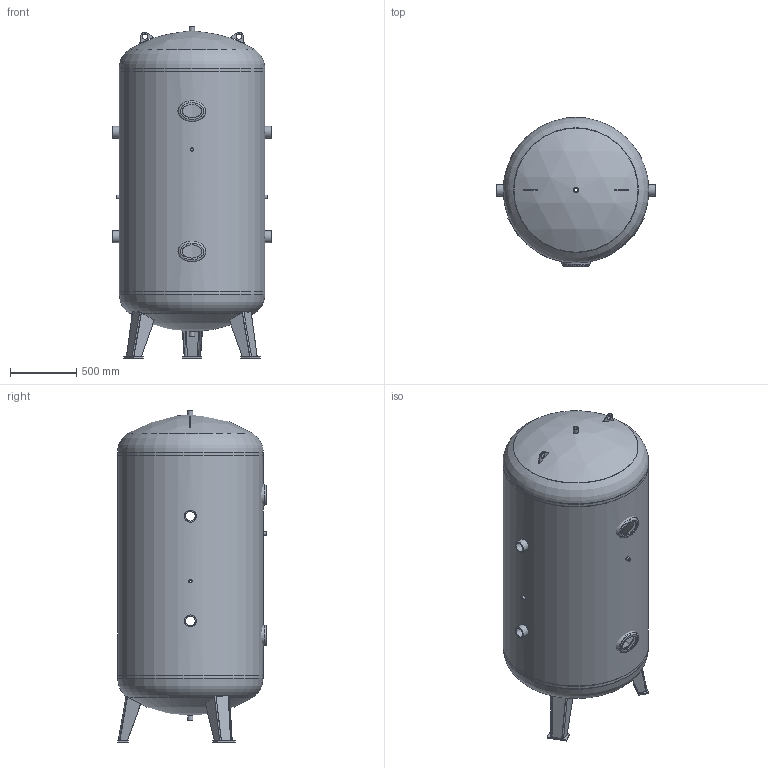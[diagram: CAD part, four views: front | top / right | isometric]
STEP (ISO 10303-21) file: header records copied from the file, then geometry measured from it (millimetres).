
FILE_DESCRIPTION(/* description */ (''),/* implementation_level */ '2;1');
FILE_NAME(/* name */ 'MB 020103-2.2000G.stp',/* time_stamp */ '2022-12-14T09:30:26+01:00',/* author */ ('m.ebener'),/* organization */ (''),/* preprocessor_version */ 'ST-DEVELOPER v16.1',/* originating_system */ 'Autodesk Inventor 2016',/* authorisation */ '');
FILE_SCHEMA (('AUTOMOTIVE_DESIGN { 1 0 10303 214 3 1 1 }'));
Length unit declared in the file: millimetre
Products named in the file (12): Korbbogenboden - unten; Fußplatte; Fuß neu; Gesamtfuß; Standardmuffe - G 1; Mantel; Handloch_100x150x8,5; Standardmuffe - G 1_2; Standardmuffe - G 2 1_2; Korbbogenboden - oben; Tragöse 110mm - Korbbogenboden; MB 020103-2.2000G
Assembly tree (20 placements, depth 3):
  MB 020103-2.2000G
    Korbbogenboden - unten
    Gesamtfuß  x3
      Fußplatte
      Fuß neu
    Standardmuffe - G 1  x2
    Mantel
    Handloch_100x150x8,5  x2
    Standardmuffe - G 1_2  x3
    Standardmuffe - G 2 1_2  x4
    Korbbogenboden - oben
    Tragöse 110mm - Korbbogenboden
Bounding box: 1206.36 x 1125 x 2507.77 mm (x, y, z)
Volume: 45031050.7 mm3; surface area: 18007923.5 mm2
Topology: 22 solids, 22 shells, 162 faces, 371 edges, 249 vertices
Faces by surface type: plane 81, cylinder 54, sphere 10, bspline 10, torus 7
Full cylindrical faces by diameter (mm): 18.631 x3, 23 x3, 26.9 x6, 30.291 x2, 40 x6, 72.226 x4, 88.9 x8, 1090 x3, 1100 x3
Entity records: 4425 total; most frequent: CARTESIAN_POINT 2364, DIRECTION 392, ORIENTED_EDGE 302, AXIS2_PLACEMENT_3D 172, EDGE_LOOP 154, EDGE_CURVE 151, VERTEX_POINT 119, FACE_OUTER_BOUND 85
